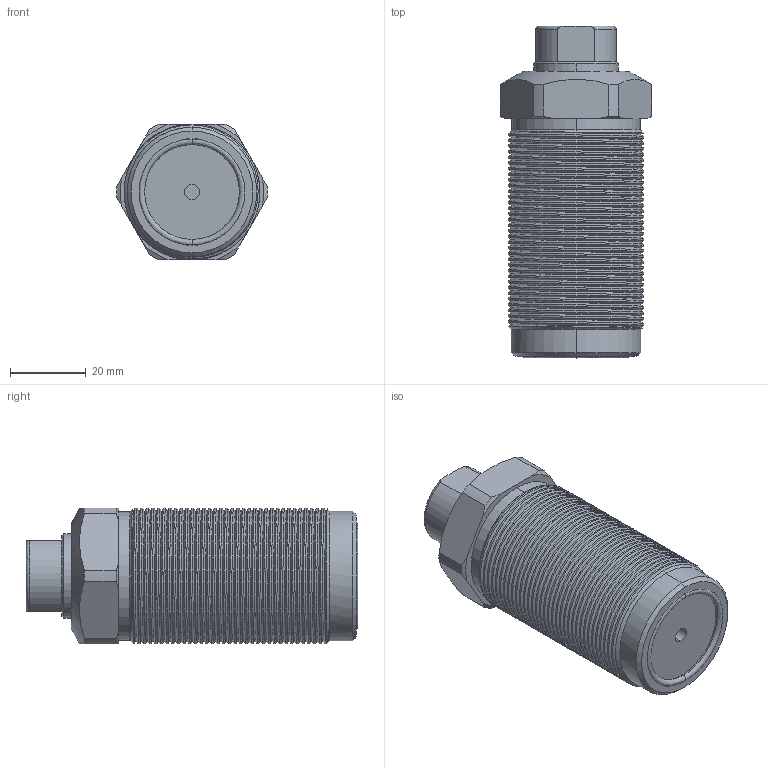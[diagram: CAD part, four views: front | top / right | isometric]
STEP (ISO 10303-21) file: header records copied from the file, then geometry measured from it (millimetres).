
FILE_DESCRIPTION (( 'STEP AP214' ), '1' );
FILE_NAME ('CTC-P036A-25.STEP', '2020-10-25T03:45:39', ( 'PC' ), ( '' ), 'SwSTEP 2.0', 'SolidWorks 2016', '' );
FILE_SCHEMA (( 'AUTOMOTIVE_DESIGN' ));
Length unit declared in the file: millimetre
Products named in the file (3): CTC-P036A-25; AS568-022_1
Assembly tree (2 placements, depth 2):
  CTC-P036A-25
    AS568-022_1
    CTC-P036A-25
Bounding box: 39.99 x 87.88 x 36 mm (x, y, z)
Volume: 77597.2 mm3; surface area: 15977 mm2
Topology: 2 solids, 2 shells, 133 faces, 358 edges, 231 vertices
Faces by surface type: cylinder 90, cone 18, plane 16, bspline 9
Entity records: 8371 total; most frequent: CARTESIAN_POINT 5402, ORIENTED_EDGE 712, DIRECTION 506, EDGE_CURVE 356, VERTEX_POINT 231, AXIS2_PLACEMENT_3D 194, EDGE_LOOP 139, ADVANCED_FACE 133
